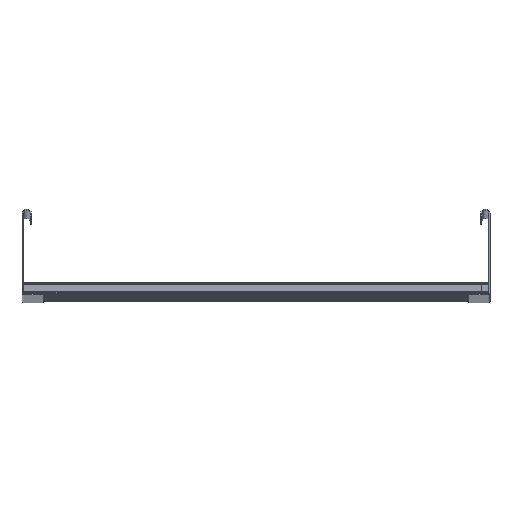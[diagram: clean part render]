
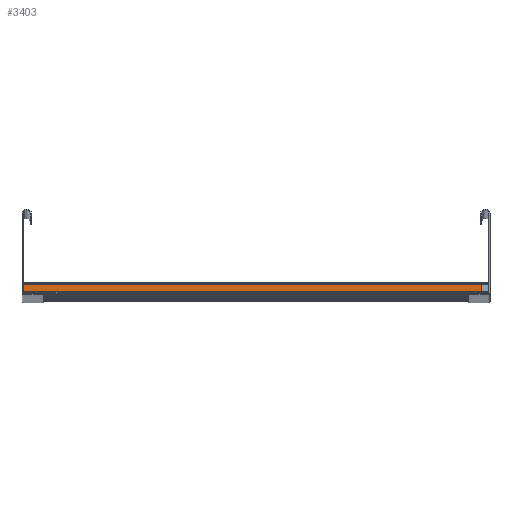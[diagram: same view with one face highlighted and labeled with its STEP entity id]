
A CAD part, top view. The second image highlights one B-rep face of the part: STEP entity #3403.
In plain terms, the highlighted face is planar.
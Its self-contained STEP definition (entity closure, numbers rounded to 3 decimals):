
#2850=DIRECTION('',(0.,0.,-1.));
#2851=VECTOR('',#2850,586.34);
#2852=CARTESIAN_POINT('',(0.,3.,586.34));
#2853=LINE('',#2852,#2851);
#2928=DIRECTION('',(0.,1.,0.));
#2929=VECTOR('',#2928,9.);
#2930=CARTESIAN_POINT('',(0.,3.,586.34));
#2931=LINE('',#2930,#2929);
#2932=DIRECTION('',(0.,-1.,0.));
#2933=VECTOR('',#2932,9.);
#2934=CARTESIAN_POINT('',(0.,12.,0.));
#2935=LINE('',#2934,#2933);
#2936=DIRECTION('',(0.,0.,1.));
#2937=VECTOR('',#2936,586.34);
#2938=CARTESIAN_POINT('',(0.,12.,0.));
#2939=LINE('',#2938,#2937);
#2974=CARTESIAN_POINT('',(0.,12.,0.));
#2975=VERTEX_POINT('',#2974);
#2976=CARTESIAN_POINT('',(0.,3.,0.));
#2977=VERTEX_POINT('',#2976);
#3011=CARTESIAN_POINT('',(0.,3.,586.34));
#3012=CARTESIAN_POINT('',(0.,12.,586.34));
#3013=VERTEX_POINT('',#3011);
#3014=VERTEX_POINT('',#3012);
#3391=CARTESIAN_POINT('',(0.,0.,-300.));
#3392=DIRECTION('',(-1.,0.,0.));
#3393=DIRECTION('',(0.,1.,0.));
#3394=AXIS2_PLACEMENT_3D('',#3391,#3392,#3393);
#3395=PLANE('',#3394);
#3397=ORIENTED_EDGE('',*,*,#3396,.T.);
#3398=ORIENTED_EDGE('',*,*,#3315,.F.);
#3399=ORIENTED_EDGE('',*,*,#3300,.T.);
#3400=ORIENTED_EDGE('',*,*,#3065,.F.);
#3401=EDGE_LOOP('',(#3397,#3398,#3399,#3400));
#3402=FACE_OUTER_BOUND('',#3401,.F.);
#3403=ADVANCED_FACE('',(#3402),#3395,.T.);
#3065=EDGE_CURVE('',#2975,#2977,#2935,.T.);
#3300=EDGE_CURVE('',#3013,#2977,#2853,.T.);
#3315=EDGE_CURVE('',#3013,#3014,#2931,.T.);
#3396=EDGE_CURVE('',#2975,#3014,#2939,.T.);
